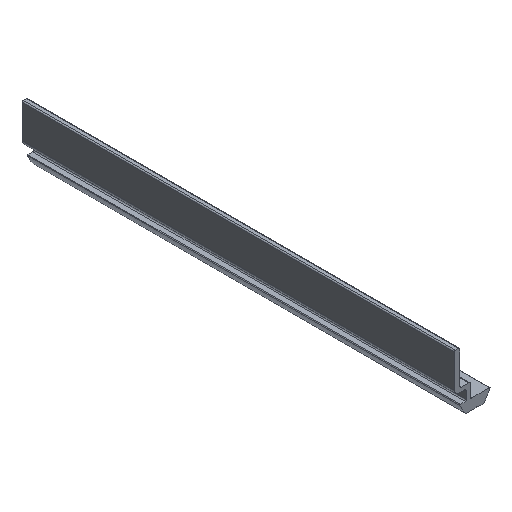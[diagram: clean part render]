
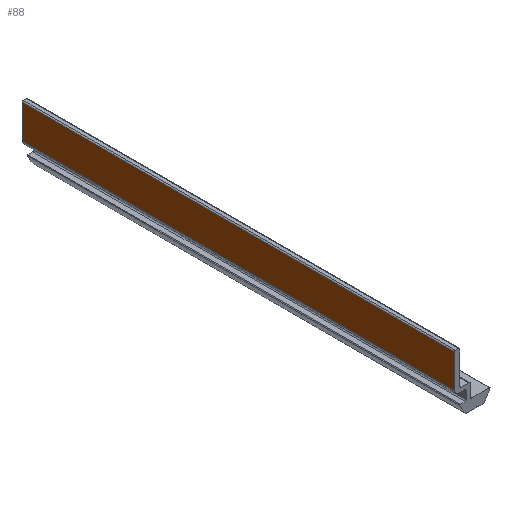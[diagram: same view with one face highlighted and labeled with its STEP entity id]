
A CAD part, isometric view. The second image highlights one B-rep face of the part: STEP entity #88.
In plain terms, the highlighted planar face has unit normal (-1, 0, 0).
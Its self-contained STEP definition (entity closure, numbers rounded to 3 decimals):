
#88 = ADVANCED_FACE( '', ( #204 ), #205, .T. );
#204 = FACE_OUTER_BOUND( '', #347, .T. );
#205 = PLANE( '', #348 );
#347 = EDGE_LOOP( '', ( #546, #547, #548, #549 ) );
#348 = AXIS2_PLACEMENT_3D( '', #550, #551, #552 );
#546 = ORIENTED_EDGE( '', *, *, #938, .F. );
#547 = ORIENTED_EDGE( '', *, *, #939, .F. );
#548 = ORIENTED_EDGE( '', *, *, #940, .T. );
#549 = ORIENTED_EDGE( '', *, *, #941, .T. );
#550 = CARTESIAN_POINT( '', ( -8.2, 200., 13.4 ) );
#551 = DIRECTION( '', ( -1., 0., 0. ) );
#552 = DIRECTION( '', ( 0., 0., 1. ) );
#938 = EDGE_CURVE( '', #1146, #1147, #1148, .T. );
#939 = EDGE_CURVE( '', #1149, #1146, #1150, .T. );
#940 = EDGE_CURVE( '', #1149, #1151, #1152, .T. );
#941 = EDGE_CURVE( '', #1151, #1147, #1153, .T. );
#1146 = VERTEX_POINT( '', #1445 );
#1147 = VERTEX_POINT( '', #1446 );
#1148 = LINE( '', #1447, #1448 );
#1149 = VERTEX_POINT( '', #1449 );
#1150 = LINE( '', #1450, #1451 );
#1151 = VERTEX_POINT( '', #1452 );
#1152 = LINE( '', #1453, #1454 );
#1153 = LINE( '', #1455, #1456 );
#1445 = CARTESIAN_POINT( '', ( -8.2, 0., 13.4 ) );
#1446 = CARTESIAN_POINT( '', ( -8.2, 0., -2. ) );
#1447 = CARTESIAN_POINT( '', ( -8.2, 0., 13.4 ) );
#1448 = VECTOR( '', #1741, 1000. );
#1449 = CARTESIAN_POINT( '', ( -8.2, 200., 13.4 ) );
#1450 = CARTESIAN_POINT( '', ( -8.2, 200., 13.4 ) );
#1451 = VECTOR( '', #1742, 1000. );
#1452 = CARTESIAN_POINT( '', ( -8.2, 200., -2. ) );
#1453 = CARTESIAN_POINT( '', ( -8.2, 200., 13.4 ) );
#1454 = VECTOR( '', #1743, 1000. );
#1455 = CARTESIAN_POINT( '', ( -8.2, 200., -2. ) );
#1456 = VECTOR( '', #1744, 1000. );
#1741 = DIRECTION( '', ( 0., 0., -1. ) );
#1742 = DIRECTION( '', ( 0., -1., 0. ) );
#1743 = DIRECTION( '', ( 0., 0., -1. ) );
#1744 = DIRECTION( '', ( 0., -1., 0. ) );
